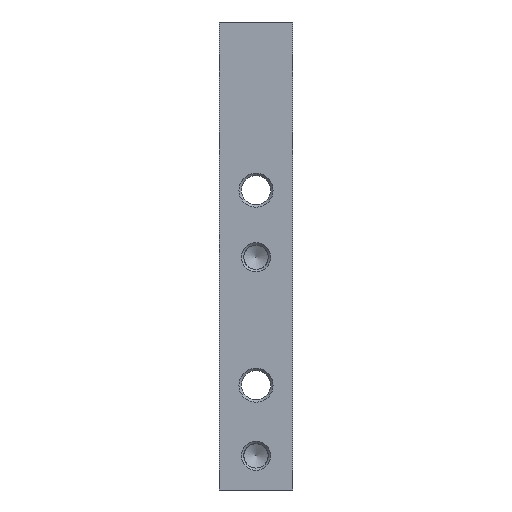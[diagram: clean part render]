
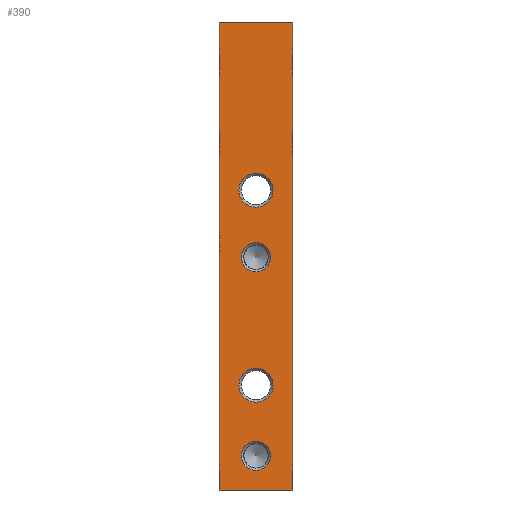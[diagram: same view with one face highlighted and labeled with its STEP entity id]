
A CAD part, left-side view. The second image highlights one B-rep face of the part: STEP entity #390.
In plain terms, the highlighted planar face has unit normal (-1, 0, 0).
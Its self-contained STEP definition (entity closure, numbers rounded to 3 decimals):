
#390=ADVANCED_FACE('',(#779,#780,#781,#782,#783),#597,.F.);
#597=PLANE('',#3320);
#599=LINE('',#4690,#611);
#603=LINE('',#4767,#615);
#607=LINE('',#4886,#619);
#610=LINE('',#4917,#622);
#611=VECTOR('',#3739,1.);
#615=VECTOR('',#3813,1.);
#619=VECTOR('',#3929,1.);
#622=VECTOR('',#3964,1.);
#779=FACE_BOUND('',#1374,.T.);
#780=FACE_BOUND('',#1375,.T.);
#781=FACE_BOUND('',#1376,.T.);
#782=FACE_BOUND('',#1377,.T.);
#783=FACE_BOUND('',#1378,.T.);
#1374=EDGE_LOOP('',(#1912));
#1375=EDGE_LOOP('',(#1913));
#1376=EDGE_LOOP('',(#1914));
#1377=EDGE_LOOP('',(#1915));
#1378=EDGE_LOOP('',(#1916,#1917,#1918,#1919));
#1912=ORIENTED_EDGE('',*,*,#2788,.T.);
#1913=ORIENTED_EDGE('',*,*,#2789,.T.);
#1914=ORIENTED_EDGE('',*,*,#2790,.T.);
#1915=ORIENTED_EDGE('',*,*,#2791,.T.);
#1916=ORIENTED_EDGE('',*,*,#2777,.T.);
#1917=ORIENTED_EDGE('',*,*,#2792,.T.);
#1918=ORIENTED_EDGE('',*,*,#2680,.T.);
#1919=ORIENTED_EDGE('',*,*,#2718,.T.);
#2343=VERTEX_POINT('',#4691);
#2344=VERTEX_POINT('',#4692);
#2381=VERTEX_POINT('',#4768);
#2439=VERTEX_POINT('',#4885);
#2448=VERTEX_POINT('',#4910);
#2449=VERTEX_POINT('',#4912);
#2450=VERTEX_POINT('',#4914);
#2451=VERTEX_POINT('',#4916);
#2680=EDGE_CURVE('',#2343,#2344,#599,.T.);
#2718=EDGE_CURVE('',#2344,#2381,#603,.T.);
#2777=EDGE_CURVE('',#2381,#2439,#607,.T.);
#2788=EDGE_CURVE('',#2448,#2448,#3049,.T.);
#2789=EDGE_CURVE('',#2449,#2449,#3050,.T.);
#2790=EDGE_CURVE('',#2450,#2450,#3051,.T.);
#2791=EDGE_CURVE('',#2451,#2451,#3052,.T.);
#2792=EDGE_CURVE('',#2439,#2343,#610,.T.);
#3049=CIRCLE('',#3316,3.5);
#3050=CIRCLE('',#3317,3.5);
#3051=CIRCLE('',#3318,3.);
#3052=CIRCLE('',#3319,3.);
#3316=AXIS2_PLACEMENT_3D('',#4909,#3956,#3957);
#3317=AXIS2_PLACEMENT_3D('',#4911,#3958,#3959);
#3318=AXIS2_PLACEMENT_3D('',#4913,#3960,#3961);
#3319=AXIS2_PLACEMENT_3D('',#4915,#3962,#3963);
#3320=AXIS2_PLACEMENT_3D('',#4918,#3965,#3966);
#3739=DIRECTION('',(0.,0.,1.));
#3813=DIRECTION('',(0.,1.,0.));
#3929=DIRECTION('',(0.,0.,-1.));
#3956=DIRECTION('',(1.,0.,0.));
#3957=DIRECTION('',(0.,0.,-1.));
#3958=DIRECTION('',(1.,0.,0.));
#3959=DIRECTION('',(0.,0.,-1.));
#3960=DIRECTION('',(1.,0.,0.));
#3961=DIRECTION('',(0.,0.,-1.));
#3962=DIRECTION('',(1.,0.,0.));
#3963=DIRECTION('',(0.,0.,-1.));
#3964=DIRECTION('',(0.,-1.,0.));
#3965=DIRECTION('',(1.,0.,0.));
#3966=DIRECTION('',(0.,0.,-1.));
#4690=CARTESIAN_POINT('',(-688.,-7.5,95.));
#4691=CARTESIAN_POINT('',(-688.,-7.5,95.));
#4692=CARTESIAN_POINT('',(-688.,-7.5,191.));
#4767=CARTESIAN_POINT('',(-688.,0.,191.));
#4768=CARTESIAN_POINT('',(-688.,7.5,191.));
#4885=CARTESIAN_POINT('',(-688.,7.5,95.));
#4886=CARTESIAN_POINT('',(-688.,7.5,188.));
#4909=CARTESIAN_POINT('',(-688.,0.,116.5));
#4910=CARTESIAN_POINT('',(-688.,0.,113.));
#4911=CARTESIAN_POINT('',(-688.,0.,156.5));
#4912=CARTESIAN_POINT('',(-688.,0.,153.));
#4913=CARTESIAN_POINT('',(-688.,0.,102.));
#4914=CARTESIAN_POINT('',(-688.,0.,99.));
#4915=CARTESIAN_POINT('',(-688.,0.,142.75));
#4916=CARTESIAN_POINT('',(-688.,0.,139.75));
#4917=CARTESIAN_POINT('',(-688.,0.,95.));
#4918=CARTESIAN_POINT('',(-688.,0.,156.5));
